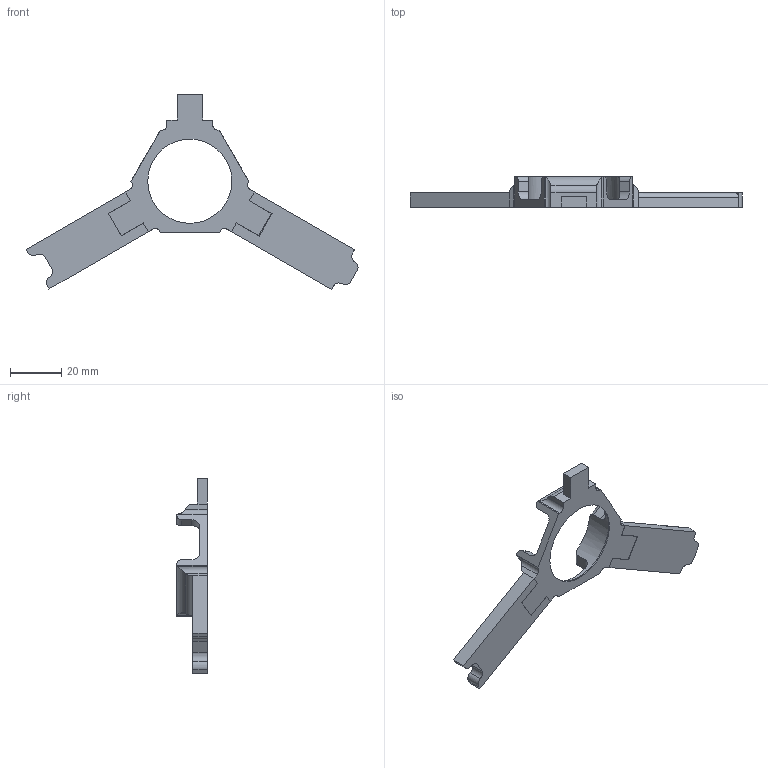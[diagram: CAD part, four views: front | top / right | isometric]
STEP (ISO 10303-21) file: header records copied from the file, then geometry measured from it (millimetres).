
FILE_DESCRIPTION(/* description */ (''),/* implementation_level */ '2;1');
FILE_NAME(/* name */ 'ประทีป V2 v5.step',/* time_stamp */ '2019-05-18T14:24:48+07:00',/* author */ ('weeratouch.p59'),/* organization */ (''),/* preprocessor_version */ 'ST-DEVELOPER v18',/* originating_system */ 'Autodesk Translation Framework v8.2.0.1029',/* authorisation */ '');
FILE_SCHEMA (('AUTOMOTIVE_DESIGN { 1 0 10303 214 3 1 1 }'));
Length unit declared in the file: millimetre
Products named in the file (4): ประทีป V2; ส่วนต่อ; ส่วนต่อ:2; ประทีป
Assembly tree (3 placements, depth 2):
  ประทีป V2
    ส่วนต่อ
    ส่วนต่อ:2
    ประทีป
Bounding box: 130.19 x 12 x 76.44 mm (x, y, z)
Volume: 14789.5 mm3; surface area: 9405.5 mm2
Topology: 3 solids, 3 shells, 104 faces, 288 edges, 190 vertices
Faces by surface type: plane 68, cylinder 36
Full cylindrical faces by diameter (mm): 33 x1, 35.5 x1
Entity records: 3553 total; most frequent: CARTESIAN_POINT 760, ORIENTED_EDGE 576, DIRECTION 548, EDGE_CURVE 288, LINE 208, VECTOR 208, VERTEX_POINT 190, AXIS2_PLACEMENT_3D 170
